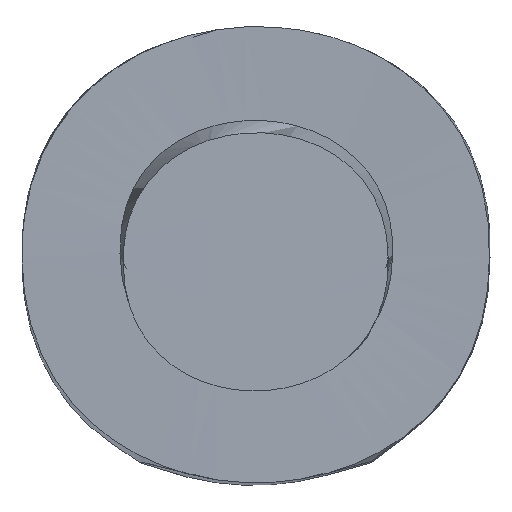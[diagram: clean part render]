
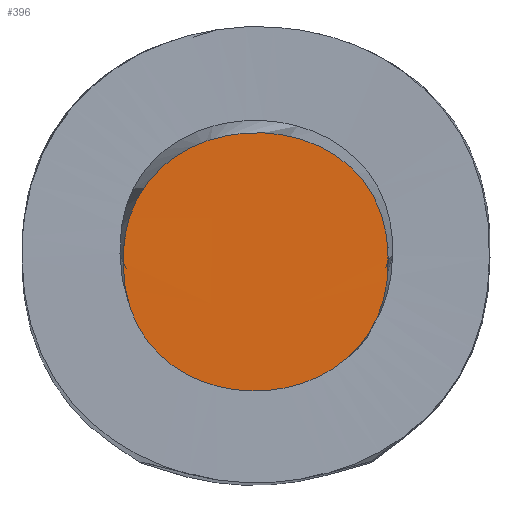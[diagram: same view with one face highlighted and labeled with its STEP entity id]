
A CAD part, front view. The second image highlights one B-rep face of the part: STEP entity #396.
In plain terms, the highlighted free-form (B-spline) face has degree [3, 3] with [4, 4] control points.
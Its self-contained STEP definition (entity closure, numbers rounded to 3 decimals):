
#396 = ADVANCED_FACE('',(#397),#412,.T.);
#397 = FACE_BOUND('',#398,.T.);
#398 = EDGE_LOOP('',(#399,#463));
#399 = ORIENTED_EDGE('',*,*,#400,.T.);
#400 = EDGE_CURVE('',#401,#403,#405,.T.);
#401 = VERTEX_POINT('',#402);
#402 = CARTESIAN_POINT('',(-0.064,-1.001,
    -0.003));
#403 = VERTEX_POINT('',#404);
#404 = CARTESIAN_POINT('',(0.057,-1.,
    -0.002));
#405 = SURFACE_CURVE('',#406,(#411,#437),.PCURVE_S1.);
#406 = B_SPLINE_CURVE_WITH_KNOTS('',3,(#407,#408,#409,#410),
  .UNSPECIFIED.,.F.,.F.,(4,4),(0.,1.),.PIECEWISE_BEZIER_KNOTS.);
#407 = CARTESIAN_POINT('',(-0.064,-1.001,
    -0.003));
#408 = CARTESIAN_POINT('',(-0.064,-1.,
    -0.083));
#409 = CARTESIAN_POINT('',(0.058,-1.001,
    -0.081));
#410 = CARTESIAN_POINT('',(0.057,-1.,
    -0.002));
#411 = PCURVE('',#412,#429);
#412 = B_SPLINE_SURFACE_WITH_KNOTS('',3,3,(
    (#413,#414,#415,#416)
    ,(#417,#418,#419,#420)
    ,(#421,#422,#423,#424)
    ,(#425,#426,#427,#428
    )),.UNSPECIFIED.,.F.,.F.,.F.,(4,4),(4,4),(0.,1.),(0.,1.),
  .PIECEWISE_BEZIER_KNOTS.);
#413 = CARTESIAN_POINT('',(-0.066,-1.,
    -0.061));
#414 = CARTESIAN_POINT('',(-0.066,-1.,
    -0.021));
#415 = CARTESIAN_POINT('',(-0.065,-1.,
    0.02));
#416 = CARTESIAN_POINT('',(-0.065,-1.,
    0.06));
#417 = CARTESIAN_POINT('',(-0.025,-1.,
    -0.061));
#418 = CARTESIAN_POINT('',(-0.024,-1.001,
    -0.02));
#419 = CARTESIAN_POINT('',(-0.024,-1.,
    0.019));
#420 = CARTESIAN_POINT('',(-0.024,-1.001,
    0.06));
#421 = CARTESIAN_POINT('',(0.017,-1.001,
    -0.061));
#422 = CARTESIAN_POINT('',(0.017,-1.,
    -0.021));
#423 = CARTESIAN_POINT('',(0.017,-1.001,
    0.02));
#424 = CARTESIAN_POINT('',(0.018,-1.,
    0.06));
#425 = CARTESIAN_POINT('',(0.058,-1.001,
    -0.062));
#426 = CARTESIAN_POINT('',(0.058,-1.,
    -0.021));
#427 = CARTESIAN_POINT('',(0.059,-1.,
    0.02));
#428 = CARTESIAN_POINT('',(0.059,-1.,
    0.06));
#429 = DEFINITIONAL_REPRESENTATION('',(#430),#436);
#430 = B_SPLINE_CURVE_WITH_KNOTS('',4,(#431,#432,#433,#434,#435),
  .UNSPECIFIED.,.F.,.F.,(5,5),(0.,1.),.PIECEWISE_BEZIER_KNOTS.);
#431 = CARTESIAN_POINT('',(0.01,0.479));
#432 = CARTESIAN_POINT('',(0.013,-0.01));
#433 = CARTESIAN_POINT('',(0.509,-0.172));
#434 = CARTESIAN_POINT('',(1.001,0.003));
#435 = CARTESIAN_POINT('',(0.99,0.491));
#436 = ( GEOMETRIC_REPRESENTATION_CONTEXT(2) 
PARAMETRIC_REPRESENTATION_CONTEXT() REPRESENTATION_CONTEXT('2D SPACE',''
  ) );
#437 = PCURVE('',#438,#455);
#438 = B_SPLINE_SURFACE_WITH_KNOTS('',3,3,(
    (#439,#440,#441,#442)
    ,(#443,#444,#445,#446)
    ,(#447,#448,#449,#450)
    ,(#451,#452,#453,#454
    )),.UNSPECIFIED.,.F.,.F.,.F.,(4,4),(4,4),(0.,1.),(0.,1.),
  .PIECEWISE_BEZIER_KNOTS.);
#439 = CARTESIAN_POINT('',(-0.071,0.714,
    0.001));
#440 = CARTESIAN_POINT('',(-0.063,0.132,
    -0.002));
#441 = CARTESIAN_POINT('',(-0.072,-0.453,
    0.));
#442 = CARTESIAN_POINT('',(-0.063,-1.037,
    0.003));
#443 = CARTESIAN_POINT('',(-0.059,0.715,
    -0.065));
#444 = CARTESIAN_POINT('',(-0.068,0.117,
    -0.073));
#445 = CARTESIAN_POINT('',(-0.056,-0.454,
    -0.057));
#446 = CARTESIAN_POINT('',(-0.054,-1.048,
    -0.062));
#447 = CARTESIAN_POINT('',(0.054,0.714,
    -0.086));
#448 = CARTESIAN_POINT('',(0.059,0.142,
    -0.075));
#449 = CARTESIAN_POINT('',(0.052,-0.467,
    -0.077));
#450 = CARTESIAN_POINT('',(0.055,-1.042,
    -0.081));
#451 = CARTESIAN_POINT('',(0.054,0.716,
    -0.007));
#452 = CARTESIAN_POINT('',(0.06,0.127,
    -0.011));
#453 = CARTESIAN_POINT('',(0.057,-0.452,
    -0.003));
#454 = CARTESIAN_POINT('',(0.059,-1.04,
    0.));
#455 = DEFINITIONAL_REPRESENTATION('',(#456),#462);
#456 = B_SPLINE_CURVE_WITH_KNOTS('',4,(#457,#458,#459,#460,#461),
  .UNSPECIFIED.,.F.,.F.,(5,5),(0.,1.),.PIECEWISE_BEZIER_KNOTS.);
#457 = CARTESIAN_POINT('',(0.028,0.978));
#458 = CARTESIAN_POINT('',(0.337,0.978));
#459 = CARTESIAN_POINT('',(0.404,0.978));
#460 = CARTESIAN_POINT('',(0.745,0.978));
#461 = CARTESIAN_POINT('',(0.993,0.978));
#462 = ( GEOMETRIC_REPRESENTATION_CONTEXT(2) 
PARAMETRIC_REPRESENTATION_CONTEXT() REPRESENTATION_CONTEXT('2D SPACE',''
  ) );
#463 = ORIENTED_EDGE('',*,*,#464,.T.);
#464 = EDGE_CURVE('',#403,#401,#465,.T.);
#465 = SURFACE_CURVE('',#466,(#471,#480),.PCURVE_S1.);
#466 = B_SPLINE_CURVE_WITH_KNOTS('',3,(#467,#468,#469,#470),
  .UNSPECIFIED.,.F.,.F.,(4,4),(0.,1.),.PIECEWISE_BEZIER_KNOTS.);
#467 = CARTESIAN_POINT('',(0.057,-1.,
    -0.002));
#468 = CARTESIAN_POINT('',(0.058,-1.,
    0.077));
#469 = CARTESIAN_POINT('',(-0.066,-1.,
    0.075));
#470 = CARTESIAN_POINT('',(-0.064,-1.001,
    -0.003));
#471 = PCURVE('',#412,#472);
#472 = DEFINITIONAL_REPRESENTATION('',(#473),#479);
#473 = B_SPLINE_CURVE_WITH_KNOTS('',4,(#474,#475,#476,#477,#478),
  .UNSPECIFIED.,.F.,.F.,(5,5),(0.,1.),.PIECEWISE_BEZIER_KNOTS.);
#474 = CARTESIAN_POINT('',(0.99,0.491));
#475 = CARTESIAN_POINT('',(0.989,0.974));
#476 = CARTESIAN_POINT('',(0.493,1.133));
#477 = CARTESIAN_POINT('',(-0.002,0.961));
#478 = CARTESIAN_POINT('',(0.01,0.479));
#479 = ( GEOMETRIC_REPRESENTATION_CONTEXT(2) 
PARAMETRIC_REPRESENTATION_CONTEXT() REPRESENTATION_CONTEXT('2D SPACE',''
  ) );
#480 = PCURVE('',#481,#498);
#481 = B_SPLINE_SURFACE_WITH_KNOTS('',3,3,(
    (#482,#483,#484,#485)
    ,(#486,#487,#488,#489)
    ,(#490,#491,#492,#493)
    ,(#494,#495,#496,#497
    )),.UNSPECIFIED.,.F.,.F.,.F.,(4,4),(4,4),(0.,1.),(0.,1.),
  .PIECEWISE_BEZIER_KNOTS.);
#482 = CARTESIAN_POINT('',(0.052,0.722,
    0.006));
#483 = CARTESIAN_POINT('',(0.048,0.128,
    0.002));
#484 = CARTESIAN_POINT('',(0.058,-0.449,
    0.01));
#485 = CARTESIAN_POINT('',(0.05,-1.038,
    0.003));
#486 = CARTESIAN_POINT('',(0.042,0.71,
    0.075));
#487 = CARTESIAN_POINT('',(0.056,0.141,
    0.078));
#488 = CARTESIAN_POINT('',(0.032,-0.461,
    0.078));
#489 = CARTESIAN_POINT('',(0.039,-1.04,
    0.075));
#490 = CARTESIAN_POINT('',(-0.057,0.716,
    0.072));
#491 = CARTESIAN_POINT('',(-0.068,0.125,
    0.069));
#492 = CARTESIAN_POINT('',(-0.056,-0.461,
    0.067));
#493 = CARTESIAN_POINT('',(-0.061,-1.044,
    0.065));
#494 = CARTESIAN_POINT('',(-0.055,0.707,
    -0.001));
#495 = CARTESIAN_POINT('',(-0.063,0.12,
    -0.004));
#496 = CARTESIAN_POINT('',(-0.059,-0.461,
    0.002));
#497 = CARTESIAN_POINT('',(-0.059,-1.05,
    -0.008));
#498 = DEFINITIONAL_REPRESENTATION('',(#499),#509);
#499 = B_SPLINE_CURVE_WITH_KNOTS('',8,(#500,#501,#502,#503,#504,#505,
    #506,#507,#508),.UNSPECIFIED.,.F.,.F.,(9,9),(0.,1.),
  .PIECEWISE_BEZIER_KNOTS.);
#500 = CARTESIAN_POINT('',(-0.016,0.979));
#501 = CARTESIAN_POINT('',(0.115,0.978));
#502 = CARTESIAN_POINT('',(0.101,0.978));
#503 = CARTESIAN_POINT('',(0.449,0.976));
#504 = CARTESIAN_POINT('',(0.338,0.976));
#505 = CARTESIAN_POINT('',(0.678,0.974));
#506 = CARTESIAN_POINT('',(0.739,0.974));
#507 = CARTESIAN_POINT('',(0.843,0.973));
#508 = CARTESIAN_POINT('',(0.982,0.972));
#509 = ( GEOMETRIC_REPRESENTATION_CONTEXT(2) 
PARAMETRIC_REPRESENTATION_CONTEXT() REPRESENTATION_CONTEXT('2D SPACE',''
  ) );
